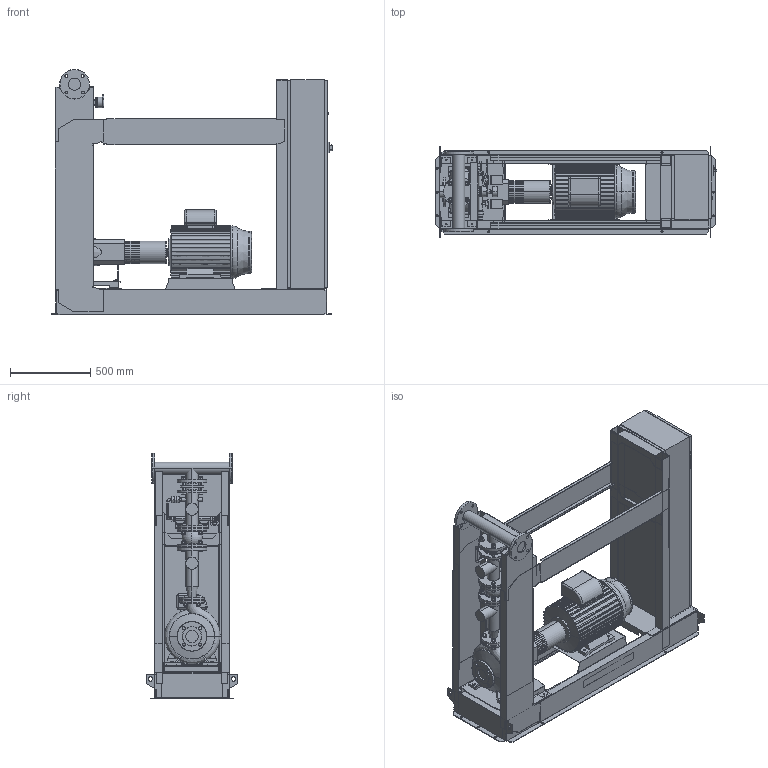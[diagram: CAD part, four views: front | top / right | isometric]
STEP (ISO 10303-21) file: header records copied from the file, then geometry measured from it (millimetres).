
FILE_DESCRIPTION((''),'2;1');
FILE_NAME('3d_Sifire-EN-40_250-230-18.5E-4183665.stp','2015-05-26T07:26:09',(''),(''),'Mechanical Desktop 2009','Mechanical Desktop 2009',', , ');
FILE_SCHEMA(('CONFIG_CONTROL_DESIGN'));
Length unit declared in the file: millimetre
Products named in the file (1): Product
Bounding box: 1754.5 x 568 x 1527.5 mm (x, y, z)
Volume: 222041621.4 mm3; surface area: 16929346.9 mm2
Topology: 96 solids, 96 shells, 2646 faces, 6500 edges, 4147 vertices
Faces by surface type: plane 1070, bspline 798, cylinder 490, cone 232, torus 48, sphere 8
Entity records: 85921 total; most frequent: CARTESIAN_POINT 26878, ORIENTED_EDGE 12988, DIRECTION 11050, EDGE_CURVE 6494, VERTEX_POINT 4146, VECTOR 3752, LINE 3752, AXIS2_PLACEMENT_3D 3649
